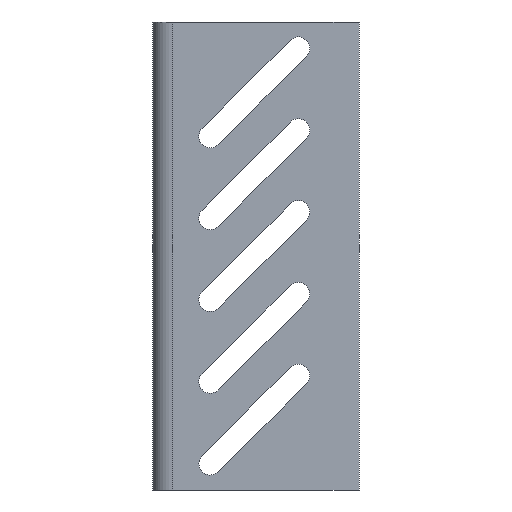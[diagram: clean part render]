
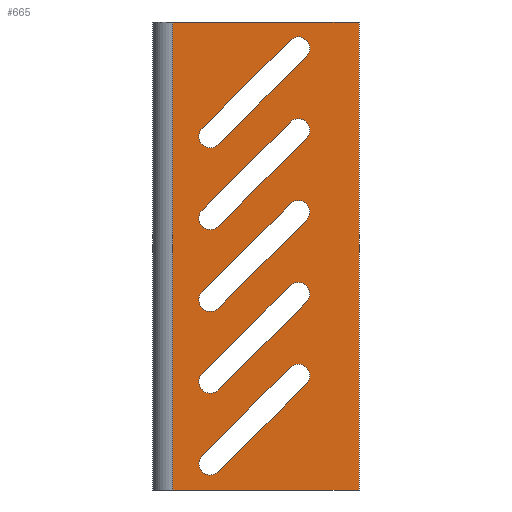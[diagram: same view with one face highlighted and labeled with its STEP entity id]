
A CAD part, front view. The second image highlights one B-rep face of the part: STEP entity #665.
In plain terms, the highlighted planar face has unit normal (0, -1, 0).
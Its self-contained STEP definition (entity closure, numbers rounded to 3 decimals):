
#5=DIRECTION('',(-1.,0.,0.));
#6=VECTOR('',#5,57.);
#7=CARTESIAN_POINT('',(0.,0.,121.5));
#8=LINE('',#7,#6);
#51=DIRECTION('',(-1.,0.,0.));
#52=VECTOR('',#51,57.);
#53=CARTESIAN_POINT('',(0.,0.,-21.5));
#54=LINE('',#53,#52);
#55=DIRECTION('',(0.,0.,-1.));
#56=VECTOR('',#55,143.);
#57=CARTESIAN_POINT('',(0.,0.,121.5));
#58=LINE('',#57,#56);
#59=CARTESIAN_POINT('',(-18.565,0.,13.435));
#60=DIRECTION('',(0.,-1.,0.));
#61=DIRECTION('',(0.707,0.,-0.707));
#62=AXIS2_PLACEMENT_3D('',#59,#60,#61);
#64=DIRECTION('',(-0.707,0.,-0.707));
#65=VECTOR('',#64,38.);
#66=CARTESIAN_POINT('',(-21.04,0.,15.91));
#67=LINE('',#66,#65);
#68=CARTESIAN_POINT('',(-45.435,0.,-13.435));
#69=DIRECTION('',(0.,-1.,0.));
#70=DIRECTION('',(-0.707,0.,0.707));
#71=AXIS2_PLACEMENT_3D('',#68,#69,#70);
#73=CARTESIAN_POINT('',(-45.435,0.,-13.435));
#74=DIRECTION('',(0.,-1.,0.));
#75=DIRECTION('',(-1.,0.,0.));
#76=AXIS2_PLACEMENT_3D('',#73,#74,#75);
#78=DIRECTION('',(0.707,0.,0.707));
#79=VECTOR('',#78,38.);
#80=CARTESIAN_POINT('',(-42.96,0.,-15.91));
#81=LINE('',#80,#79);
#82=DIRECTION('',(-0.707,0.,-0.707));
#83=VECTOR('',#82,38.);
#84=CARTESIAN_POINT('',(-21.04,0.,40.91));
#85=LINE('',#84,#83);
#86=CARTESIAN_POINT('',(-45.435,0.,11.565));
#87=DIRECTION('',(0.,-1.,0.));
#88=DIRECTION('',(-0.707,0.,0.707));
#89=AXIS2_PLACEMENT_3D('',#86,#87,#88);
#91=DIRECTION('',(0.707,0.,0.707));
#92=VECTOR('',#91,38.);
#93=CARTESIAN_POINT('',(-42.96,0.,9.09));
#94=LINE('',#93,#92);
#95=CARTESIAN_POINT('',(-18.565,0.,38.435));
#96=DIRECTION('',(0.,-1.,0.));
#97=DIRECTION('',(0.707,0.,-0.707));
#98=AXIS2_PLACEMENT_3D('',#95,#96,#97);
#100=DIRECTION('',(-0.707,0.,-0.707));
#101=VECTOR('',#100,38.);
#102=CARTESIAN_POINT('',(-21.04,0.,65.91));
#103=LINE('',#102,#101);
#104=CARTESIAN_POINT('',(-45.435,0.,36.565));
#105=DIRECTION('',(0.,-1.,0.));
#106=DIRECTION('',(-0.707,0.,0.707));
#107=AXIS2_PLACEMENT_3D('',#104,#105,#106);
#109=DIRECTION('',(0.707,0.,0.707));
#110=VECTOR('',#109,38.);
#111=CARTESIAN_POINT('',(-42.96,0.,34.09));
#112=LINE('',#111,#110);
#113=CARTESIAN_POINT('',(-18.565,0.,63.435));
#114=DIRECTION('',(0.,-1.,0.));
#115=DIRECTION('',(0.707,0.,-0.707));
#116=AXIS2_PLACEMENT_3D('',#113,#114,#115);
#118=DIRECTION('',(-0.707,0.,-0.707));
#119=VECTOR('',#118,38.);
#120=CARTESIAN_POINT('',(-21.04,0.,90.91));
#121=LINE('',#120,#119);
#122=CARTESIAN_POINT('',(-45.435,0.,61.565));
#123=DIRECTION('',(0.,-1.,0.));
#124=DIRECTION('',(-0.707,0.,0.707));
#125=AXIS2_PLACEMENT_3D('',#122,#123,#124);
#127=DIRECTION('',(0.707,0.,0.707));
#128=VECTOR('',#127,38.);
#129=CARTESIAN_POINT('',(-42.96,0.,59.09));
#130=LINE('',#129,#128);
#131=CARTESIAN_POINT('',(-18.565,0.,88.435));
#132=DIRECTION('',(0.,-1.,0.));
#133=DIRECTION('',(0.707,0.,-0.707));
#134=AXIS2_PLACEMENT_3D('',#131,#132,#133);
#136=DIRECTION('',(-0.707,0.,-0.707));
#137=VECTOR('',#136,38.);
#138=CARTESIAN_POINT('',(-21.04,0.,115.91));
#139=LINE('',#138,#137);
#140=CARTESIAN_POINT('',(-45.435,0.,86.565));
#141=DIRECTION('',(0.,-1.,0.));
#142=DIRECTION('',(-0.707,0.,0.707));
#143=AXIS2_PLACEMENT_3D('',#140,#141,#142);
#145=DIRECTION('',(0.707,0.,0.707));
#146=VECTOR('',#145,38.);
#147=CARTESIAN_POINT('',(-42.96,0.,84.09));
#148=LINE('',#147,#146);
#149=CARTESIAN_POINT('',(-18.565,0.,113.435));
#150=DIRECTION('',(0.,-1.,0.));
#151=DIRECTION('',(0.707,0.,-0.707));
#152=AXIS2_PLACEMENT_3D('',#149,#150,#151);
#168=DIRECTION('',(0.,0.,-1.));
#169=VECTOR('',#168,143.);
#170=CARTESIAN_POINT('',(-57.,0.,121.5));
#171=LINE('',#170,#169);
#407=CARTESIAN_POINT('',(-57.,0.,-21.5));
#409=VERTEX_POINT('',#407);
#415=CARTESIAN_POINT('',(0.,0.,-21.5));
#416=VERTEX_POINT('',#415);
#419=CARTESIAN_POINT('',(-21.04,0.,15.91));
#420=CARTESIAN_POINT('',(-47.91,0.,-10.96));
#421=VERTEX_POINT('',#419);
#422=VERTEX_POINT('',#420);
#423=CARTESIAN_POINT('',(-48.935,0.,-13.435));
#424=VERTEX_POINT('',#423);
#425=CARTESIAN_POINT('',(-42.96,0.,-15.91));
#426=VERTEX_POINT('',#425);
#427=CARTESIAN_POINT('',(-16.09,0.,10.96));
#428=VERTEX_POINT('',#427);
#447=CARTESIAN_POINT('',(0.,0.,121.5));
#448=CARTESIAN_POINT('',(-57.,0.,121.5));
#449=VERTEX_POINT('',#447);
#450=VERTEX_POINT('',#448);
#467=CARTESIAN_POINT('',(-21.04,0.,40.91));
#468=CARTESIAN_POINT('',(-47.91,0.,14.04));
#469=VERTEX_POINT('',#467);
#470=VERTEX_POINT('',#468);
#471=CARTESIAN_POINT('',(-42.96,0.,9.09));
#472=VERTEX_POINT('',#471);
#473=CARTESIAN_POINT('',(-16.09,0.,35.96));
#474=VERTEX_POINT('',#473);
#483=CARTESIAN_POINT('',(-21.04,0.,65.91));
#484=CARTESIAN_POINT('',(-47.91,0.,39.04));
#485=VERTEX_POINT('',#483);
#486=VERTEX_POINT('',#484);
#487=CARTESIAN_POINT('',(-42.96,0.,34.09));
#488=VERTEX_POINT('',#487);
#489=CARTESIAN_POINT('',(-16.09,0.,60.96));
#490=VERTEX_POINT('',#489);
#499=CARTESIAN_POINT('',(-21.04,0.,90.91));
#500=CARTESIAN_POINT('',(-47.91,0.,64.04));
#501=VERTEX_POINT('',#499);
#502=VERTEX_POINT('',#500);
#503=CARTESIAN_POINT('',(-42.96,0.,59.09));
#504=VERTEX_POINT('',#503);
#505=CARTESIAN_POINT('',(-16.09,0.,85.96));
#506=VERTEX_POINT('',#505);
#515=CARTESIAN_POINT('',(-21.04,0.,115.91));
#516=CARTESIAN_POINT('',(-47.91,0.,89.04));
#517=VERTEX_POINT('',#515);
#518=VERTEX_POINT('',#516);
#519=CARTESIAN_POINT('',(-42.96,0.,84.09));
#520=VERTEX_POINT('',#519);
#521=CARTESIAN_POINT('',(-16.09,0.,110.96));
#522=VERTEX_POINT('',#521);
#600=CARTESIAN_POINT('',(0.,0.,21.5));
#601=DIRECTION('',(0.,-1.,0.));
#602=DIRECTION('',(1.,0.,0.));
#603=AXIS2_PLACEMENT_3D('',#600,#601,#602);
#604=PLANE('',#603);
#605=ORIENTED_EDGE('',*,*,#590,.T.);
#607=ORIENTED_EDGE('',*,*,#606,.F.);
#608=ORIENTED_EDGE('',*,*,#542,.F.);
#610=ORIENTED_EDGE('',*,*,#609,.T.);
#611=EDGE_LOOP('',(#605,#607,#608,#610));
#612=FACE_OUTER_BOUND('',#611,.F.);
#614=ORIENTED_EDGE('',*,*,#613,.T.);
#616=ORIENTED_EDGE('',*,*,#615,.T.);
#618=ORIENTED_EDGE('',*,*,#617,.T.);
#620=ORIENTED_EDGE('',*,*,#619,.T.);
#622=ORIENTED_EDGE('',*,*,#621,.T.);
#623=EDGE_LOOP('',(#614,#616,#618,#620,#622));
#624=FACE_BOUND('',#623,.F.);
#626=ORIENTED_EDGE('',*,*,#625,.T.);
#628=ORIENTED_EDGE('',*,*,#627,.T.);
#630=ORIENTED_EDGE('',*,*,#629,.T.);
#632=ORIENTED_EDGE('',*,*,#631,.T.);
#633=EDGE_LOOP('',(#626,#628,#630,#632));
#634=FACE_BOUND('',#633,.F.);
#636=ORIENTED_EDGE('',*,*,#635,.T.);
#638=ORIENTED_EDGE('',*,*,#637,.T.);
#640=ORIENTED_EDGE('',*,*,#639,.T.);
#642=ORIENTED_EDGE('',*,*,#641,.T.);
#643=EDGE_LOOP('',(#636,#638,#640,#642));
#644=FACE_BOUND('',#643,.F.);
#646=ORIENTED_EDGE('',*,*,#645,.T.);
#648=ORIENTED_EDGE('',*,*,#647,.T.);
#650=ORIENTED_EDGE('',*,*,#649,.T.);
#652=ORIENTED_EDGE('',*,*,#651,.T.);
#653=EDGE_LOOP('',(#646,#648,#650,#652));
#654=FACE_BOUND('',#653,.F.);
#656=ORIENTED_EDGE('',*,*,#655,.T.);
#658=ORIENTED_EDGE('',*,*,#657,.T.);
#660=ORIENTED_EDGE('',*,*,#659,.T.);
#662=ORIENTED_EDGE('',*,*,#661,.T.);
#663=EDGE_LOOP('',(#656,#658,#660,#662));
#664=FACE_BOUND('',#663,.F.);
#665=ADVANCED_FACE('',(#612,#624,#634,#644,#654,#664),#604,.T.);
#63=CIRCLE('',#62,3.5);
#72=CIRCLE('',#71,3.5);
#77=CIRCLE('',#76,3.5);
#90=CIRCLE('',#89,3.5);
#99=CIRCLE('',#98,3.5);
#108=CIRCLE('',#107,3.5);
#117=CIRCLE('',#116,3.5);
#126=CIRCLE('',#125,3.5);
#135=CIRCLE('',#134,3.5);
#144=CIRCLE('',#143,3.5);
#153=CIRCLE('',#152,3.5);
#542=EDGE_CURVE('',#449,#450,#8,.T.);
#590=EDGE_CURVE('',#416,#409,#54,.T.);
#606=EDGE_CURVE('',#450,#409,#171,.T.);
#609=EDGE_CURVE('',#449,#416,#58,.T.);
#613=EDGE_CURVE('',#428,#421,#63,.T.);
#615=EDGE_CURVE('',#421,#422,#67,.T.);
#617=EDGE_CURVE('',#422,#424,#72,.T.);
#619=EDGE_CURVE('',#424,#426,#77,.T.);
#621=EDGE_CURVE('',#426,#428,#81,.T.);
#625=EDGE_CURVE('',#469,#470,#85,.T.);
#627=EDGE_CURVE('',#470,#472,#90,.T.);
#629=EDGE_CURVE('',#472,#474,#94,.T.);
#631=EDGE_CURVE('',#474,#469,#99,.T.);
#635=EDGE_CURVE('',#485,#486,#103,.T.);
#637=EDGE_CURVE('',#486,#488,#108,.T.);
#639=EDGE_CURVE('',#488,#490,#112,.T.);
#641=EDGE_CURVE('',#490,#485,#117,.T.);
#645=EDGE_CURVE('',#501,#502,#121,.T.);
#647=EDGE_CURVE('',#502,#504,#126,.T.);
#649=EDGE_CURVE('',#504,#506,#130,.T.);
#651=EDGE_CURVE('',#506,#501,#135,.T.);
#655=EDGE_CURVE('',#517,#518,#139,.T.);
#657=EDGE_CURVE('',#518,#520,#144,.T.);
#659=EDGE_CURVE('',#520,#522,#148,.T.);
#661=EDGE_CURVE('',#522,#517,#153,.T.);
